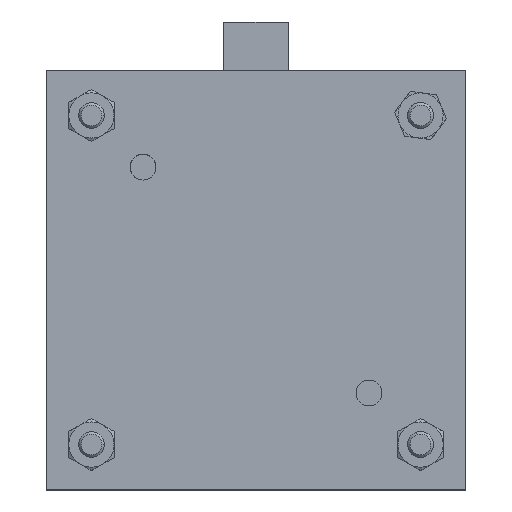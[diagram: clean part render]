
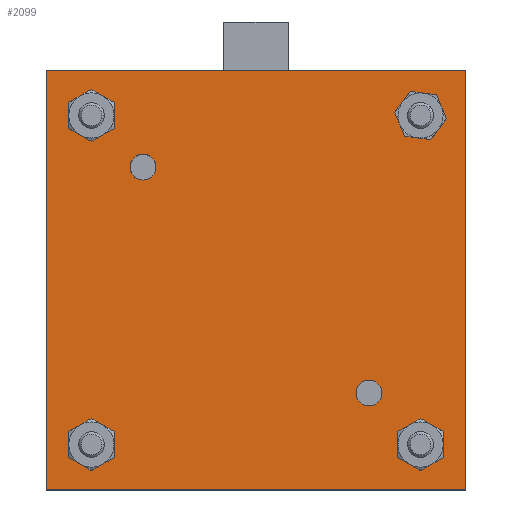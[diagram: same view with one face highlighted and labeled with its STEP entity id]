
A CAD part, top view. The second image highlights one B-rep face of the part: STEP entity #2099.
In plain terms, the highlighted face is planar.
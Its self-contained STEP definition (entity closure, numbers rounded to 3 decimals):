
#50 = EDGE_CURVE ( 'NONE', #2883, #3749, #3208, .T. ) ;
#54 = DIRECTION ( 'NONE',  ( 0., 1., 0. ) ) ;
#128 = VECTOR ( 'NONE', #1417, 1000. ) ;
#163 = EDGE_LOOP ( 'NONE', ( #4872, #3851 ) ) ;
#241 = AXIS2_PLACEMENT_3D ( 'NONE', #3434, #5358, #5330 ) ;
#279 = CARTESIAN_POINT ( 'NONE',  ( 27.5, 0., -25.5 ) ) ;
#306 = ORIENTED_EDGE ( 'NONE', *, *, #5252, .F. ) ;
#313 = VERTEX_POINT ( 'NONE', #4664 ) ;
#387 = CARTESIAN_POINT ( 'NONE',  ( 15.5, 0., -17.5 ) ) ;
#448 = AXIS2_PLACEMENT_3D ( 'NONE', #4276, #993, #5806 ) ;
#460 = ORIENTED_EDGE ( 'NONE', *, *, #1104, .T. ) ;
#506 = DIRECTION ( 'NONE',  ( 0., 1., 0. ) ) ;
#507 = ORIENTED_EDGE ( 'NONE', *, *, #5581, .T. ) ;
#524 = CARTESIAN_POINT ( 'NONE',  ( 17.5, 0., -17.5 ) ) ;
#544 = EDGE_CURVE ( 'NONE', #3749, #2883, #3077, .T. ) ;
#545 = AXIS2_PLACEMENT_3D ( 'NONE', #5320, #506, #5677 ) ;
#572 = DIRECTION ( 'NONE',  ( -1., 0., 0. ) ) ;
#597 = AXIS2_PLACEMENT_3D ( 'NONE', #3791, #814, #6071 ) ;
#767 = EDGE_CURVE ( 'NONE', #1353, #6025, #6060, .T. ) ;
#786 = ORIENTED_EDGE ( 'NONE', *, *, #2724, .F. ) ;
#814 = DIRECTION ( 'NONE',  ( 0., -1., 0. ) ) ;
#862 = ORIENTED_EDGE ( 'NONE', *, *, #3338, .T. ) ;
#920 = CARTESIAN_POINT ( 'NONE',  ( 32.5, 0., 32.5 ) ) ;
#940 = CARTESIAN_POINT ( 'NONE',  ( 25.5, 0., 25.5 ) ) ;
#946 = DIRECTION ( 'NONE',  ( -1., 0., 0. ) ) ;
#963 = CARTESIAN_POINT ( 'NONE',  ( -17.5, 0., 17.5 ) ) ;
#988 = EDGE_CURVE ( 'NONE', #313, #1478, #2569, .T. ) ;
#993 = DIRECTION ( 'NONE',  ( 0., 1., 0. ) ) ;
#1034 = CARTESIAN_POINT ( 'NONE',  ( 27.5, 0., 25.5 ) ) ;
#1104 = EDGE_CURVE ( 'NONE', #1777, #3064, #3776, .T. ) ;
#1129 = CARTESIAN_POINT ( 'NONE',  ( 32.5, 0., 32.5 ) ) ;
#1153 = VERTEX_POINT ( 'NONE', #279 ) ;
#1158 = CARTESIAN_POINT ( 'NONE',  ( -19.5, 0., 17.5 ) ) ;
#1244 = VECTOR ( 'NONE', #4727, 1000. ) ;
#1303 = CARTESIAN_POINT ( 'NONE',  ( 25.5, 0., 25.5 ) ) ;
#1311 = CARTESIAN_POINT ( 'NONE',  ( 23.5, 0., -25.5 ) ) ;
#1313 = AXIS2_PLACEMENT_3D ( 'NONE', #524, #54, #5839 ) ;
#1320 = DIRECTION ( 'NONE',  ( 0., 1., 0. ) ) ;
#1353 = VERTEX_POINT ( 'NONE', #1034 ) ;
#1369 = CARTESIAN_POINT ( 'NONE',  ( -32.5, 0., 32.5 ) ) ;
#1417 = DIRECTION ( 'NONE',  ( -1., 0., 0. ) ) ;
#1473 = CARTESIAN_POINT ( 'NONE',  ( -27.5, 0., 25.5 ) ) ;
#1476 = EDGE_LOOP ( 'NONE', ( #507, #4061 ) ) ;
#1478 = VERTEX_POINT ( 'NONE', #1158 ) ;
#1528 = VERTEX_POINT ( 'NONE', #3039 ) ;
#1676 = ORIENTED_EDGE ( 'NONE', *, *, #50, .T. ) ;
#1777 = VERTEX_POINT ( 'NONE', #387 ) ;
#1792 = VERTEX_POINT ( 'NONE', #1311 ) ;
#1851 = LINE ( 'NONE', #2844, #1244 ) ;
#1863 = DIRECTION ( 'NONE',  ( 0., 1., 0. ) ) ;
#1896 = CARTESIAN_POINT ( 'NONE',  ( -32.5, 0., -32.5 ) ) ;
#1903 = FACE_BOUND ( 'NONE', #163, .T. ) ;
#1961 = EDGE_LOOP ( 'NONE', ( #460, #2778 ) ) ;
#2027 = VECTOR ( 'NONE', #5715, 1000. ) ;
#2050 = EDGE_CURVE ( 'NONE', #1153, #1792, #5367, .T. ) ;
#2099 = ADVANCED_FACE ( 'NONE', ( #5567, #4255, #2524, #3730, #5149, #3291, #1903 ), #4229, .T. ) ;
#2185 = AXIS2_PLACEMENT_3D ( 'NONE', #3170, #2641, #3597 ) ;
#2203 = EDGE_CURVE ( 'NONE', #3064, #1777, #3382, .T. ) ;
#2294 = CARTESIAN_POINT ( 'NONE',  ( 32.5, 0., -32.5 ) ) ;
#2424 = CARTESIAN_POINT ( 'NONE',  ( -25.5, 0., 25.5 ) ) ;
#2510 = DIRECTION ( 'NONE',  ( 0., 1., 0. ) ) ;
#2524 = FACE_BOUND ( 'NONE', #3605, .T. ) ;
#2569 = CIRCLE ( 'NONE', #4168, 2. ) ;
#2621 = ORIENTED_EDGE ( 'NONE', *, *, #4998, .F. ) ;
#2641 = DIRECTION ( 'NONE',  ( 0., 1., 0. ) ) ;
#2685 = AXIS2_PLACEMENT_3D ( 'NONE', #4717, #1320, #946 ) ;
#2724 = EDGE_CURVE ( 'NONE', #3225, #6034, #3977, .T. ) ;
#2778 = ORIENTED_EDGE ( 'NONE', *, *, #2203, .T. ) ;
#2844 = CARTESIAN_POINT ( 'NONE',  ( -32.5, 0., -32.5 ) ) ;
#2864 = CARTESIAN_POINT ( 'NONE',  ( 19.5, 0., -17.5 ) ) ;
#2883 = VERTEX_POINT ( 'NONE', #3697 ) ;
#2970 = EDGE_CURVE ( 'NONE', #1478, #313, #4968, .T. ) ;
#3039 = CARTESIAN_POINT ( 'NONE',  ( -23.5, 0., 25.5 ) ) ;
#3058 = ORIENTED_EDGE ( 'NONE', *, *, #544, .T. ) ;
#3064 = VERTEX_POINT ( 'NONE', #2864 ) ;
#3077 = CIRCLE ( 'NONE', #448, 2. ) ;
#3105 = CIRCLE ( 'NONE', #5594, 2. ) ;
#3170 = CARTESIAN_POINT ( 'NONE',  ( 17.5, 0., -17.5 ) ) ;
#3181 = DIRECTION ( 'NONE',  ( -1., 0., 0. ) ) ;
#3203 = CIRCLE ( 'NONE', #5695, 2. ) ;
#3208 = CIRCLE ( 'NONE', #5705, 2. ) ;
#3225 = VERTEX_POINT ( 'NONE', #920 ) ;
#3253 = DIRECTION ( 'NONE',  ( -1., 0., 0. ) ) ;
#3272 = LINE ( 'NONE', #1369, #2027 ) ;
#3291 = FACE_BOUND ( 'NONE', #1961, .T. ) ;
#3338 = EDGE_CURVE ( 'NONE', #6054, #1528, #3203, .T. ) ;
#3382 = CIRCLE ( 'NONE', #1313, 2. ) ;
#3434 = CARTESIAN_POINT ( 'NONE',  ( 25.5, 0., -25.5 ) ) ;
#3438 = DIRECTION ( 'NONE',  ( 0., 1., 0. ) ) ;
#3597 = DIRECTION ( 'NONE',  ( -1., 0., 0. ) ) ;
#3605 = EDGE_LOOP ( 'NONE', ( #1676, #3058 ) ) ;
#3697 = CARTESIAN_POINT ( 'NONE',  ( -27.5, 0., -25.5 ) ) ;
#3730 = FACE_BOUND ( 'NONE', #5201, .T. ) ;
#3749 = VERTEX_POINT ( 'NONE', #4225 ) ;
#3761 = EDGE_CURVE ( 'NONE', #6025, #1353, #3105, .T. ) ;
#3776 = CIRCLE ( 'NONE', #2185, 2. ) ;
#3791 = CARTESIAN_POINT ( 'NONE',  ( 0., 0., 0. ) ) ;
#3836 = CARTESIAN_POINT ( 'NONE',  ( 32.5, 0., -32.5 ) ) ;
#3851 = ORIENTED_EDGE ( 'NONE', *, *, #988, .T. ) ;
#3857 = VERTEX_POINT ( 'NONE', #1896 ) ;
#3873 = AXIS2_PLACEMENT_3D ( 'NONE', #1303, #4661, #3181 ) ;
#3897 = VECTOR ( 'NONE', #5440, 1000. ) ;
#3977 = LINE ( 'NONE', #1129, #3897 ) ;
#4061 = ORIENTED_EDGE ( 'NONE', *, *, #2050, .T. ) ;
#4168 = AXIS2_PLACEMENT_3D ( 'NONE', #963, #2510, #4400 ) ;
#4225 = CARTESIAN_POINT ( 'NONE',  ( -23.5, 0., -25.5 ) ) ;
#4229 = PLANE ( 'NONE',  #597 ) ;
#4231 = DIRECTION ( 'NONE',  ( 0., 1., 0. ) ) ;
#4255 = FACE_BOUND ( 'NONE', #1476, .T. ) ;
#4276 = CARTESIAN_POINT ( 'NONE',  ( -25.5, 0., -25.5 ) ) ;
#4400 = DIRECTION ( 'NONE',  ( -1., 0., 0. ) ) ;
#4490 = CIRCLE ( 'NONE', #241, 2. ) ;
#4650 = CARTESIAN_POINT ( 'NONE',  ( -17.5, 0., 17.5 ) ) ;
#4652 = LINE ( 'NONE', #3836, #128 ) ;
#4661 = DIRECTION ( 'NONE',  ( 0., 1., 0. ) ) ;
#4664 = CARTESIAN_POINT ( 'NONE',  ( -15.5, 0., 17.5 ) ) ;
#4671 = AXIS2_PLACEMENT_3D ( 'NONE', #4650, #6110, #5702 ) ;
#4717 = CARTESIAN_POINT ( 'NONE',  ( 25.5, 0., -25.5 ) ) ;
#4727 = DIRECTION ( 'NONE',  ( 0., 0., 1. ) ) ;
#4807 = CARTESIAN_POINT ( 'NONE',  ( -25.5, 0., -25.5 ) ) ;
#4872 = ORIENTED_EDGE ( 'NONE', *, *, #2970, .T. ) ;
#4968 = CIRCLE ( 'NONE', #4671, 2. ) ;
#4998 = EDGE_CURVE ( 'NONE', #6034, #3857, #4652, .T. ) ;
#5035 = EDGE_LOOP ( 'NONE', ( #5174, #5787 ) ) ;
#5102 = CIRCLE ( 'NONE', #545, 2. ) ;
#5144 = CARTESIAN_POINT ( 'NONE',  ( -32.5, 0., 32.5 ) ) ;
#5147 = CARTESIAN_POINT ( 'NONE',  ( 23.5, 0., 25.5 ) ) ;
#5149 = FACE_BOUND ( 'NONE', #5035, .T. ) ;
#5174 = ORIENTED_EDGE ( 'NONE', *, *, #3761, .T. ) ;
#5201 = EDGE_LOOP ( 'NONE', ( #862, #5366 ) ) ;
#5204 = EDGE_CURVE ( 'NONE', #3857, #5456, #1851, .T. ) ;
#5252 = EDGE_CURVE ( 'NONE', #5456, #3225, #3272, .T. ) ;
#5320 = CARTESIAN_POINT ( 'NONE',  ( -25.5, 0., 25.5 ) ) ;
#5330 = DIRECTION ( 'NONE',  ( -1., 0., 0. ) ) ;
#5358 = DIRECTION ( 'NONE',  ( 0., 1., 0. ) ) ;
#5366 = ORIENTED_EDGE ( 'NONE', *, *, #5373, .T. ) ;
#5367 = CIRCLE ( 'NONE', #2685, 2. ) ;
#5373 = EDGE_CURVE ( 'NONE', #1528, #6054, #5102, .T. ) ;
#5425 = ORIENTED_EDGE ( 'NONE', *, *, #5204, .F. ) ;
#5440 = DIRECTION ( 'NONE',  ( 0., 0., -1. ) ) ;
#5456 = VERTEX_POINT ( 'NONE', #5144 ) ;
#5567 = FACE_OUTER_BOUND ( 'NONE', #5654, .T. ) ;
#5581 = EDGE_CURVE ( 'NONE', #1792, #1153, #4490, .T. ) ;
#5594 = AXIS2_PLACEMENT_3D ( 'NONE', #940, #1863, #3253 ) ;
#5654 = EDGE_LOOP ( 'NONE', ( #2621, #786, #306, #5425 ) ) ;
#5677 = DIRECTION ( 'NONE',  ( -1., 0., 0. ) ) ;
#5695 = AXIS2_PLACEMENT_3D ( 'NONE', #2424, #4231, #6138 ) ;
#5702 = DIRECTION ( 'NONE',  ( -1., 0., 0. ) ) ;
#5705 = AXIS2_PLACEMENT_3D ( 'NONE', #4807, #3438, #572 ) ;
#5715 = DIRECTION ( 'NONE',  ( 1., 0., 0. ) ) ;
#5787 = ORIENTED_EDGE ( 'NONE', *, *, #767, .T. ) ;
#5806 = DIRECTION ( 'NONE',  ( -1., 0., 0. ) ) ;
#5839 = DIRECTION ( 'NONE',  ( -1., 0., 0. ) ) ;
#6025 = VERTEX_POINT ( 'NONE', #5147 ) ;
#6034 = VERTEX_POINT ( 'NONE', #2294 ) ;
#6054 = VERTEX_POINT ( 'NONE', #1473 ) ;
#6060 = CIRCLE ( 'NONE', #3873, 2. ) ;
#6071 = DIRECTION ( 'NONE',  ( 0., 0., -1. ) ) ;
#6110 = DIRECTION ( 'NONE',  ( 0., 1., 0. ) ) ;
#6138 = DIRECTION ( 'NONE',  ( -1., 0., 0. ) ) ;
